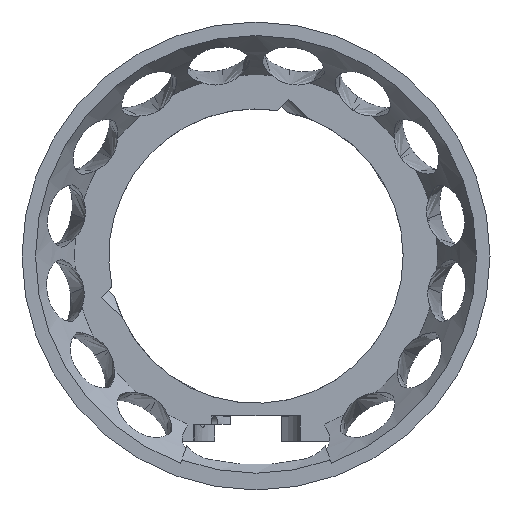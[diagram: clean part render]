
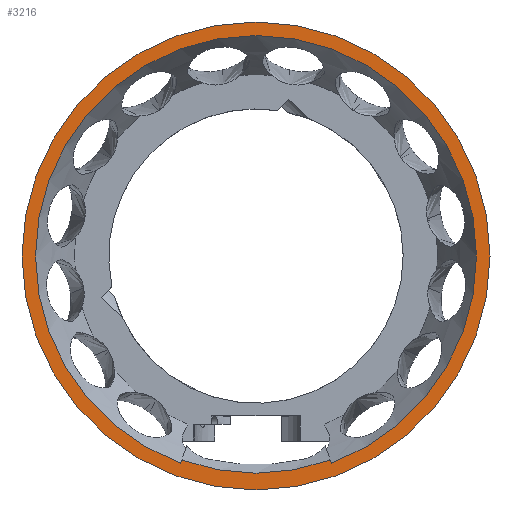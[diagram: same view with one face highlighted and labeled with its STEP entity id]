
A CAD part, top view. The second image highlights one B-rep face of the part: STEP entity #3216.
In plain terms, the highlighted planar face has unit normal (0, 0, 1).
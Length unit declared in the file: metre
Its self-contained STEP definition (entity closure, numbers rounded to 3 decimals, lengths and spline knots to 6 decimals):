
#83=CIRCLE('',#3427,0.03932);
#84=CIRCLE('',#3428,0.038735);
#85=CIRCLE('',#3429,0.041735);
#753=ORIENTED_EDGE('',*,*,#1837,.F.);
#754=ORIENTED_EDGE('',*,*,#1838,.T.);
#755=ORIENTED_EDGE('',*,*,#1839,.F.);
#756=ORIENTED_EDGE('',*,*,#1840,.F.);
#757=ORIENTED_EDGE('',*,*,#1841,.T.);
#1837=EDGE_CURVE('',#2375,#2376,#83,.T.);
#1838=EDGE_CURVE('',#2375,#2377,#2605,.T.);
#1839=EDGE_CURVE('',#2378,#2377,#84,.T.);
#1840=EDGE_CURVE('',#2376,#2378,#2606,.T.);
#1841=EDGE_CURVE('',#2379,#2379,#85,.T.);
#2375=VERTEX_POINT('',#4990);
#2376=VERTEX_POINT('',#4991);
#2377=VERTEX_POINT('',#4993);
#2378=VERTEX_POINT('',#4995);
#2379=VERTEX_POINT('',#4998);
#2605=LINE('',#4992,#2718);
#2606=LINE('',#4996,#2719);
#2718=VECTOR('',#3803,1.);
#2719=VECTOR('',#3806,1.);
#2821=EDGE_LOOP('',(#753,#754,#755,#756));
#2822=EDGE_LOOP('',(#757));
#2989=FACE_BOUND('',#2821,.T.);
#2990=FACE_BOUND('',#2822,.T.);
#3146=PLANE('',#3426);
#3216=ADVANCED_FACE('',(#2989,#2990),#3146,.F.);
#3426=AXIS2_PLACEMENT_3D('',#4988,#3799,#3800);
#3427=AXIS2_PLACEMENT_3D('',#4989,#3801,#3802);
#3428=AXIS2_PLACEMENT_3D('',#4994,#3804,#3805);
#3429=AXIS2_PLACEMENT_3D('',#4997,#3807,#3808);
#3799=DIRECTION('',(0.,0.,-1.));
#3800=DIRECTION('',(-0.337,-0.941,0.));
#3801=DIRECTION('',(0.,0.,1.));
#3802=DIRECTION('',(1.,0.,0.));
#3803=DIRECTION('',(-0.342,0.94,0.));
#3804=DIRECTION('',(0.,0.,1.));
#3805=DIRECTION('',(1.,0.,0.));
#3806=DIRECTION('',(0.342,0.94,0.));
#3807=DIRECTION('',(0.,0.,1.));
#3808=DIRECTION('',(1.,0.,0.));
#4988=CARTESIAN_POINT('',(0.029475,-0.029564,0.0115));
#4989=CARTESIAN_POINT('',(0.,0.,0.0115));
#4990=CARTESIAN_POINT('',(0.013448,-0.036948,0.0115));
#4991=CARTESIAN_POINT('',(-0.013448,-0.036948,0.0115));
#4992=CARTESIAN_POINT('',(0.013448,-0.036948,0.0115));
#4993=CARTESIAN_POINT('',(0.013248,-0.036399,0.0115));
#4994=CARTESIAN_POINT('',(0.,0.,0.0115));
#4995=CARTESIAN_POINT('',(-0.013248,-0.036399,0.0115));
#4996=CARTESIAN_POINT('',(-0.013448,-0.036948,0.0115));
#4997=CARTESIAN_POINT('',(0.,0.,0.0115));
#4998=CARTESIAN_POINT('',(0.041735,0.,0.0115));
